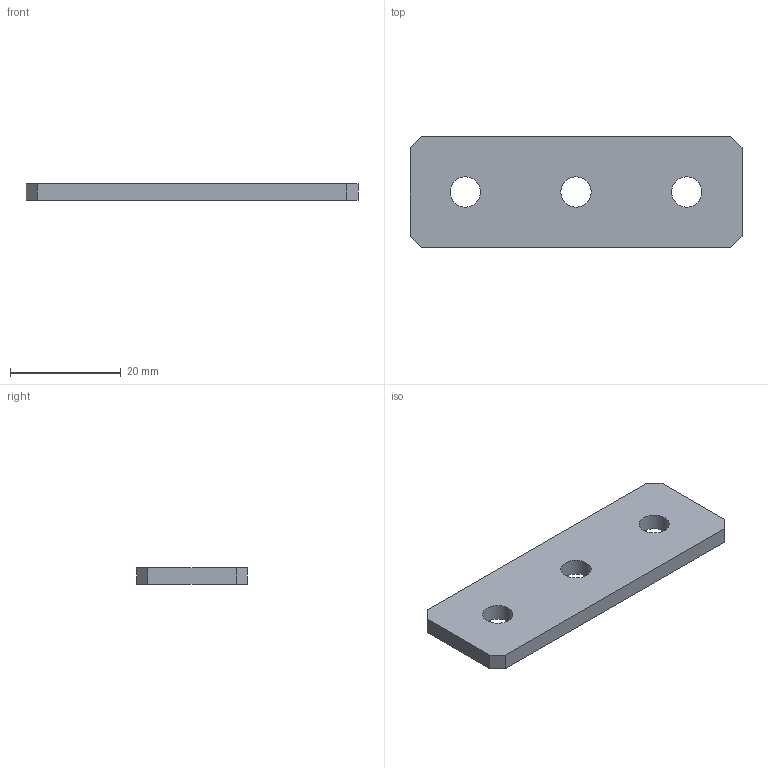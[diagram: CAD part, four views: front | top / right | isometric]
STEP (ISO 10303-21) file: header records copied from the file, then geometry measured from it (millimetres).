
FILE_DESCRIPTION(/* description */ (''),/* implementation_level */ '2;1');
FILE_NAME(/* name */ '10523_KriTec_Lasche_5_60x20x3_schwarz.stp',/* time_stamp */ '2015-10-30T09:10:28+01:00',/* author */ ('kostic'),/* organization */ (''),/* preprocessor_version */ 'ST-DEVELOPER v15.2',/* originating_system */ 'Autodesk Inventor 2014',/* authorisation */ '');
FILE_SCHEMA (('CONFIG_CONTROL_DESIGN'));
Length unit declared in the file: millimetre
Products named in the file (1): 10523_KriTec_Lasche_5_60x20x3_schwarz
Bounding box: 60 x 20 x 3 mm (x, y, z)
Volume: 3362.2 mm3; surface area: 2862.9 mm2
Topology: 1 solids, 1 shells, 13 faces, 36 edges, 25 vertices
Faces by surface type: plane 10, cylinder 3
Full cylindrical faces by diameter (mm): 5.5 x3
Entity records: 414 total; most frequent: CARTESIAN_POINT 66, DIRECTION 64, ORIENTED_EDGE 60, EDGE_CURVE 30, LINE 24, VECTOR 24, EDGE_LOOP 22, VERTEX_POINT 22
